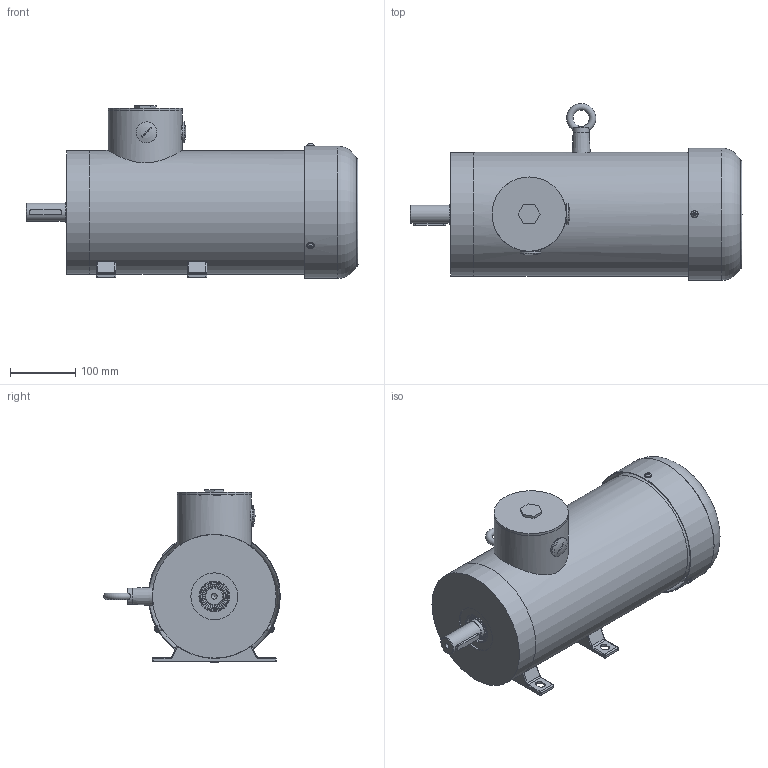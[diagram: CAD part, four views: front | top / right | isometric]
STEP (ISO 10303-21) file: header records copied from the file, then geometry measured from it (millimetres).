
FILE_DESCRIPTION(/* description */ (''),/* implementation_level */ '2;1');
FILE_NAME(/* name */ 'TEFC 100LB-4 IMB3 3,0KW',/* time_stamp */ '2021-07-29T12:53:18+02:00',/* author */ (''),/* organization */ (''),/* preprocessor_version */ 'ST-DEVELOPER v16.5',/* originating_system */ 'HiCAD 2019 2402.2 Build 521',/* authorisation */ '');
FILE_SCHEMA (('AUTOMOTIVE_DESIGN { 1 0 10303 214 1 1 1 1 }'));
Products named in the file (50): Root; TEFC 100LB-4 IMB3  3,0kW_Baugruppe; B3-SCHILD; ROTATIONSTEIL_1; DIN 3760-A30x47x7-FKM_Wellendichtringe_0; Welle+Kugellager+Lüfter+Seegerring_Baugruppe; DIN 625 - 6306_Kugellager_0; N625KUG; Seegerring i-Ø25,9; Lüfter Y100 nach Chinazeichnung_Baugruppe; Rundkörper; Welle TEFC 100LB-4; Passfeder ; Gehäuse TEFC 100LB-4 L=330_Baugruppe; Gehäuse + KK_Baugruppe; Blindverschraubung M25; TRANSLATIONSTEIL_2; KlKa-Deckel; M10 DIN 580_Schrauben Verschiedener Formen_0; Gehäuse; Haube TEFC 100_Baugruppe; Schraube für Edelstahlmotorhauben; TRANSLATIONSTEIL_0; Haube; B-Schild mit Abstandsbolzen_Baugruppe; B-Schild TEFC 100; Abstandsbolzen M8_M5; TRANSLATIONSTEIL_1; Bolzen M8x355; Normteilgruppe _0; ISO 7089-8-200 HV-St_Scheiben; DIN 1587-M8-6_Hutmuttern
Assembly tree (49 placements, depth 6):
  Root
    TEFC 100LB-4 IMB3  3,0kW_Baugruppe
      B3-SCHILD
        ROTATIONSTEIL_1
        DIN 3760-A30x47x7-FKM_Wellendichtringe_0
      Welle+Kugellager+Lüfter+Seegerring_Baugruppe
        DIN 625 - 6306_Kugellager_0
          N625KUG
          N625KUG
        Seegerring i-Ø25,9
        Lüfter Y100 nach Chinazeichnung_Baugruppe
          Rundkörper
        Welle TEFC 100LB-4
        Passfeder 
      Gehäuse TEFC 100LB-4 L=330_Baugruppe
        Gehäuse + KK_Baugruppe
          Blindverschraubung M25
            TRANSLATIONSTEIL_2
          Blindverschraubung M25
            TRANSLATIONSTEIL_2
          KlKa-Deckel
          M10 DIN 580_Schrauben Verschiedener Formen_0
          Gehäuse
      Haube TEFC 100_Baugruppe
        Schraube für Edelstahlmotorhauben
          TRANSLATIONSTEIL_0
        Schraube für Edelstahlmotorhauben
          TRANSLATIONSTEIL_0
        Schraube für Edelstahlmotorhauben
          TRANSLATIONSTEIL_0
        Haube
      B-Schild mit Abstandsbolzen_Baugruppe
        B-Schild TEFC 100
        Abstandsbolzen M8_M5
          TRANSLATIONSTEIL_1
        Abstandsbolzen M8_M5
          TRANSLATIONSTEIL_1
        Abstandsbolzen M8_M5
          TRANSLATIONSTEIL_1
        Bolzen M8x355
        Normteilgruppe _0
          ISO 7089-8-200 HV-St_Scheiben
          ISO 7089-8-200 HV-St_Scheiben
          ISO 7089-8-200 HV-St_Scheiben
          ISO 7089-8-200 HV-St_Scheiben
        Normteilgruppe _0
          DIN 1587-M8-6_Hutmuttern
          DIN 1587-M8-6_Hutmuttern
          DIN 1587-M8-6_Hutmuttern
          DIN 1587-M8-6_Hutmuttern
Bounding box: 510 x 271.47 x 265.5 mm (x, y, z)
Volume: 2102249 mm3; surface area: 1049526.2 mm2
Topology: 40 solids, 40 shells, 996 faces, 2419 edges, 1576 vertices
Faces by surface type: plane 442, cylinder 386, torus 76, cone 60, bspline 24, sphere 8
Full cylindrical faces by diameter (mm): 2 x2, 4.019 x3, 4.39 x3, 4.5 x3, 6.8 x7, 7.4 x3, 8 x14, 8.4 x4, 8.5 x2, 9 x7, 10 x5, 11 x3, 12.5 x4, 13 x4, 16 x4, 23 x4, 23.5 x2, 25 x3, 28 x2, 28.2 x1, 30 x5, 32 x2, 35.667 x1, 37 x2, 37.267 x1, 38 x2, 40 x2, 41.13 x2, 42 x2, 42.933 x1
Entity records: 97687 total; most frequent: CARTESIAN_POINT 54071, DIRECTION 4784, PRESENTATION_STYLE_ASSIGNMENT 4200, COLOUR_RGB 4163, OVER_RIDING_STYLED_ITEM 4160, DRAUGHTING_PRE_DEFINED_CURVE_FONT 4152, CURVE_STYLE 4152, ORIENTED_EDGE 4152
